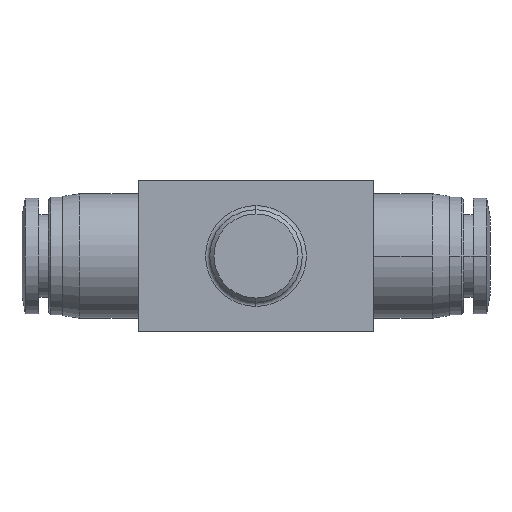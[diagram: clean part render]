
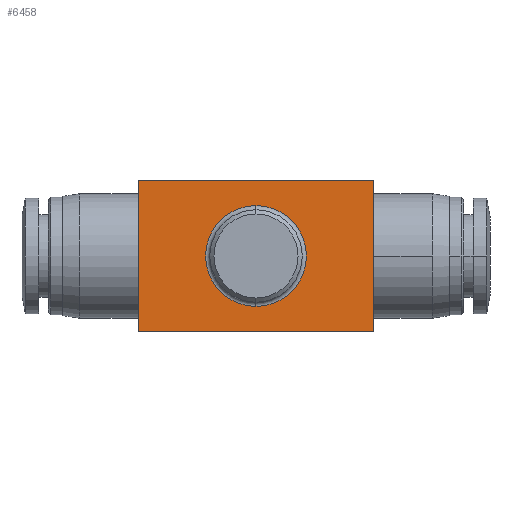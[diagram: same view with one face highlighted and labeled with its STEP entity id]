
A CAD part, front view. The second image highlights one B-rep face of the part: STEP entity #6458.
In plain terms, the highlighted planar face has unit normal (0, -1, 0).
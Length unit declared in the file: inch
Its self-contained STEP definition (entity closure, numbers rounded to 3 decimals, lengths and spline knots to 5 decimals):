
#52 = CIRCLE ( 'NONE', #2529, 0.23622 ) ;
#354 = CARTESIAN_POINT ( 'NONE',  ( 0., 0.09449, 0. ) ) ;
#581 = CARTESIAN_POINT ( 'NONE',  ( 0., 0.09449, 0.23622 ) ) ;
#964 = DIRECTION ( 'NONE',  ( 1., 0., 0. ) ) ;
#1127 = VERTEX_POINT ( 'NONE', #12926 ) ;
#1302 = CARTESIAN_POINT ( 'NONE',  ( -0.55118, 0.09449, -0.35433 ) ) ;
#1384 = CARTESIAN_POINT ( 'NONE',  ( -0.55118, 0.09449, 0.35433 ) ) ;
#1485 = DIRECTION ( 'NONE',  ( 0., 0., 1. ) ) ;
#1808 = DIRECTION ( 'NONE',  ( -1., 0., 0. ) ) ;
#1872 = VERTEX_POINT ( 'NONE', #1384 ) ;
#2123 = DIRECTION ( 'NONE',  ( 0., 1., 0. ) ) ;
#2377 = FACE_OUTER_BOUND ( 'NONE', #10249, .T. ) ;
#2529 = AXIS2_PLACEMENT_3D ( 'NONE', #8712, #2123, #9837 ) ;
#2825 = CARTESIAN_POINT ( 'NONE',  ( -0.23622, 0.09449, 0. ) ) ;
#2922 = VERTEX_POINT ( 'NONE', #1302 ) ;
#3611 = CARTESIAN_POINT ( 'NONE',  ( 0.55118, 0.09449, -0.35433 ) ) ;
#3863 = PLANE ( 'NONE',  #7111 ) ;
#3918 = DIRECTION ( 'NONE',  ( 0., 0., -1. ) ) ;
#4314 = ORIENTED_EDGE ( 'NONE', *, *, #8058, .T. ) ;
#4994 = VERTEX_POINT ( 'NONE', #5516 ) ;
#5008 = EDGE_CURVE ( 'NONE', #1872, #2922, #9718, .T. ) ;
#5020 = VECTOR ( 'NONE', #9638, 39.37008 ) ;
#5166 = VERTEX_POINT ( 'NONE', #3611 ) ;
#5228 = CIRCLE ( 'NONE', #10686, 0.23622 ) ;
#5513 = VERTEX_POINT ( 'NONE', #581 ) ;
#5516 = CARTESIAN_POINT ( 'NONE',  ( 0.55118, 0.09449, 0.35433 ) ) ;
#5535 = VECTOR ( 'NONE', #1808, 39.37008 ) ;
#6035 = EDGE_CURVE ( 'NONE', #4994, #5166, #7933, .T. ) ;
#6320 = ORIENTED_EDGE ( 'NONE', *, *, #13745, .T. ) ;
#6458 = ADVANCED_FACE ( 'NONE', ( #10867, #2377 ), #3863, .T. ) ;
#6533 = CARTESIAN_POINT ( 'NONE',  ( 0., 0.09449, -0.35433 ) ) ;
#6661 = CARTESIAN_POINT ( 'NONE',  ( -0.55118, 0.09449, 0. ) ) ;
#7111 = AXIS2_PLACEMENT_3D ( 'NONE', #2825, #10569, #3918 ) ;
#7457 = EDGE_LOOP ( 'NONE', ( #8113, #13741 ) ) ;
#7933 = LINE ( 'NONE', #8119, #5020 ) ;
#8058 = EDGE_CURVE ( 'NONE', #2922, #5166, #8718, .T. ) ;
#8101 = DIRECTION ( 'NONE',  ( 0., 1., 0. ) ) ;
#8113 = ORIENTED_EDGE ( 'NONE', *, *, #9301, .T. ) ;
#8119 = CARTESIAN_POINT ( 'NONE',  ( 0.55118, 0.09449, 0. ) ) ;
#8712 = CARTESIAN_POINT ( 'NONE',  ( 0., 0.09449, 0. ) ) ;
#8718 = LINE ( 'NONE', #6533, #14281 ) ;
#8804 = LINE ( 'NONE', #9505, #5535 ) ;
#9301 = EDGE_CURVE ( 'NONE', #5513, #1127, #5228, .T. ) ;
#9505 = CARTESIAN_POINT ( 'NONE',  ( -0.23622, 0.09449, 0.35433 ) ) ;
#9638 = DIRECTION ( 'NONE',  ( 0., 0., -1. ) ) ;
#9718 = LINE ( 'NONE', #6661, #14067 ) ;
#9837 = DIRECTION ( 'NONE',  ( 0., 0., 1. ) ) ;
#10249 = EDGE_LOOP ( 'NONE', ( #4314, #13979, #6320, #12905 ) ) ;
#10569 = DIRECTION ( 'NONE',  ( 0., -1., 0. ) ) ;
#10620 = EDGE_CURVE ( 'NONE', #1127, #5513, #52, .T. ) ;
#10686 = AXIS2_PLACEMENT_3D ( 'NONE', #354, #8101, #1485 ) ;
#10867 = FACE_BOUND ( 'NONE', #7457, .T. ) ;
#12905 = ORIENTED_EDGE ( 'NONE', *, *, #5008, .T. ) ;
#12926 = CARTESIAN_POINT ( 'NONE',  ( 0., 0.09449, -0.23622 ) ) ;
#13314 = DIRECTION ( 'NONE',  ( 0., 0., -1. ) ) ;
#13741 = ORIENTED_EDGE ( 'NONE', *, *, #10620, .T. ) ;
#13745 = EDGE_CURVE ( 'NONE', #4994, #1872, #8804, .T. ) ;
#13979 = ORIENTED_EDGE ( 'NONE', *, *, #6035, .F. ) ;
#14067 = VECTOR ( 'NONE', #13314, 39.37008 ) ;
#14281 = VECTOR ( 'NONE', #964, 39.37008 ) ;
